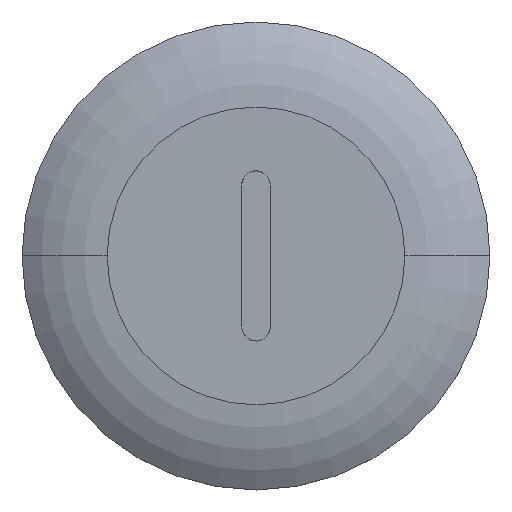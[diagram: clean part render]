
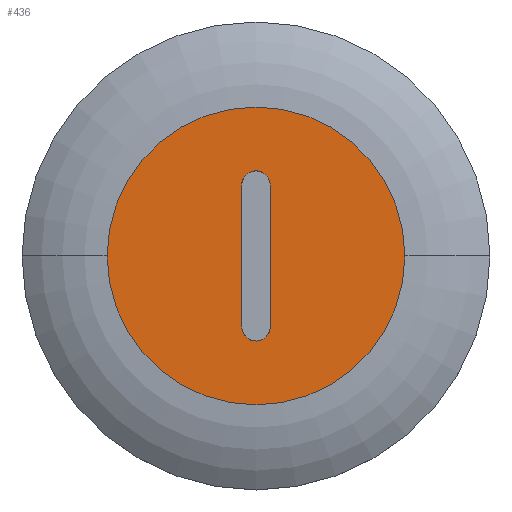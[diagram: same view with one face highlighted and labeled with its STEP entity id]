
A CAD part, top view. The second image highlights one B-rep face of the part: STEP entity #436.
In plain terms, the highlighted planar face has unit normal (0, 0, 1).
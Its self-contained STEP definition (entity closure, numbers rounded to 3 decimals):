
#324=AXIS2_PLACEMENT_3D('Circle Axis2P3D',#322,#323,$) ;
#341=AXIS2_PLACEMENT_3D('Circle Axis2P3D',#339,#340,$) ;
#354=AXIS2_PLACEMENT_3D('Plane Axis2P3D',#351,#352,#353) ;
#312=CARTESIAN_POINT('Vertex',(27.,16.5,12.)) ;
#319=CARTESIAN_POINT('Vertex',(6.,16.5,12.)) ;
#322=CARTESIAN_POINT('Axis2P3D Location',(16.5,16.5,12.)) ;
#339=CARTESIAN_POINT('Axis2P3D Location',(16.5,16.5,12.)) ;
#351=CARTESIAN_POINT('Axis2P3D Location',(16.5,16.5,12.)) ;
#360=CARTESIAN_POINT('Line Origine',(17.5,16.5,12.)) ;
#364=CARTESIAN_POINT('Vertex',(17.5,11.5,12.)) ;
#366=CARTESIAN_POINT('Vertex',(17.5,21.5,12.)) ;
#370=CARTESIAN_POINT('Control Point',(15.5,11.5,12.)) ;
#371=CARTESIAN_POINT('Control Point',(15.5,11.402,12.)) ;
#372=CARTESIAN_POINT('Control Point',(15.512,11.304,12.)) ;
#373=CARTESIAN_POINT('Control Point',(15.536,11.208,12.)) ;
#374=CARTESIAN_POINT('Control Point',(15.607,11.024,12.)) ;
#375=CARTESIAN_POINT('Control Point',(15.72,10.862,12.)) ;
#376=CARTESIAN_POINT('Control Point',(15.787,10.789,12.)) ;
#377=CARTESIAN_POINT('Control Point',(15.936,10.66,12.)) ;
#378=CARTESIAN_POINT('Control Point',(16.112,10.57,12.)) ;
#379=CARTESIAN_POINT('Control Point',(16.205,10.537,12.)) ;
#380=CARTESIAN_POINT('Control Point',(16.398,10.493,12.)) ;
#381=CARTESIAN_POINT('Control Point',(16.595,10.497,12.)) ;
#382=CARTESIAN_POINT('Control Point',(16.693,10.511,12.)) ;
#383=CARTESIAN_POINT('Control Point',(16.884,10.564,12.)) ;
#384=CARTESIAN_POINT('Control Point',(17.056,10.66,12.)) ;
#385=CARTESIAN_POINT('Control Point',(17.136,10.719,12.)) ;
#386=CARTESIAN_POINT('Control Point',(17.279,10.854,12.)) ;
#387=CARTESIAN_POINT('Control Point',(17.386,11.02,12.)) ;
#388=CARTESIAN_POINT('Control Point',(17.429,11.11,12.)) ;
#389=CARTESIAN_POINT('Control Point',(17.473,11.242,12.)) ;
#390=CARTESIAN_POINT('Control Point',(17.494,11.379,12.)) ;
#391=CARTESIAN_POINT('Control Point',(17.498,11.419,12.)) ;
#392=CARTESIAN_POINT('Control Point',(17.5,11.46,12.)) ;
#393=CARTESIAN_POINT('Control Point',(17.5,11.5,12.)) ;
#394=CARTESIAN_POINT('Vertex',(15.5,11.5,12.)) ;
#397=CARTESIAN_POINT('Line Origine',(15.5,16.5,12.)) ;
#401=CARTESIAN_POINT('Vertex',(15.5,21.5,12.)) ;
#405=CARTESIAN_POINT('Control Point',(17.5,21.5,12.)) ;
#406=CARTESIAN_POINT('Control Point',(17.5,21.598,12.)) ;
#407=CARTESIAN_POINT('Control Point',(17.488,21.696,12.)) ;
#408=CARTESIAN_POINT('Control Point',(17.464,21.792,12.)) ;
#409=CARTESIAN_POINT('Control Point',(17.393,21.976,12.)) ;
#410=CARTESIAN_POINT('Control Point',(17.28,22.138,12.)) ;
#411=CARTESIAN_POINT('Control Point',(17.213,22.211,12.)) ;
#412=CARTESIAN_POINT('Control Point',(17.064,22.34,12.)) ;
#413=CARTESIAN_POINT('Control Point',(16.888,22.43,12.)) ;
#414=CARTESIAN_POINT('Control Point',(16.795,22.463,12.)) ;
#415=CARTESIAN_POINT('Control Point',(16.602,22.507,12.)) ;
#416=CARTESIAN_POINT('Control Point',(16.405,22.503,12.)) ;
#417=CARTESIAN_POINT('Control Point',(16.307,22.489,12.)) ;
#418=CARTESIAN_POINT('Control Point',(16.116,22.436,12.)) ;
#419=CARTESIAN_POINT('Control Point',(15.944,22.34,12.)) ;
#420=CARTESIAN_POINT('Control Point',(15.864,22.281,12.)) ;
#421=CARTESIAN_POINT('Control Point',(15.721,22.146,12.)) ;
#422=CARTESIAN_POINT('Control Point',(15.614,21.98,12.)) ;
#423=CARTESIAN_POINT('Control Point',(15.571,21.89,12.)) ;
#424=CARTESIAN_POINT('Control Point',(15.527,21.758,12.)) ;
#425=CARTESIAN_POINT('Control Point',(15.506,21.621,12.)) ;
#426=CARTESIAN_POINT('Control Point',(15.502,21.581,12.)) ;
#427=CARTESIAN_POINT('Control Point',(15.5,21.54,12.)) ;
#428=CARTESIAN_POINT('Control Point',(15.5,21.5,12.)) ;
#323=DIRECTION('Axis2P3D Direction',(0.,0.,1.)) ;
#340=DIRECTION('Axis2P3D Direction',(0.,0.,1.)) ;
#352=DIRECTION('Axis2P3D Direction',(0.,0.,-1.)) ;
#353=DIRECTION('Axis2P3D XDirection',(1.,0.,0.)) ;
#361=DIRECTION('Vector Direction',(0.,1.,0.)) ;
#398=DIRECTION('Vector Direction',(0.,-1.,0.)) ;
#362=VECTOR('Line Direction',#361,1.) ;
#399=VECTOR('Line Direction',#398,1.) ;
#357=ORIENTED_EDGE('',*,*,#343,.T.) ;
#358=ORIENTED_EDGE('',*,*,#326,.T.) ;
#431=ORIENTED_EDGE('',*,*,#368,.F.) ;
#432=ORIENTED_EDGE('',*,*,#396,.F.) ;
#433=ORIENTED_EDGE('',*,*,#403,.F.) ;
#434=ORIENTED_EDGE('',*,*,#429,.F.) ;
#435=FACE_BOUND('',#430,.T.) ;
#436=ADVANCED_FACE('Fase1',(#359,#435),#355,.F.) ;
#369=B_SPLINE_CURVE_WITH_KNOTS('',5,(#370,#371,#372,#373,#374,#375,#376,#377,#378,#379,#380,#381,#382,#383,#384,#385,#386,#387,#388,#389,#390,#391,#392,#393),.UNSPECIFIED.,.F.,.U.,(6,3,3,3,3,3,3,6),(0.,0.694,1.389,2.083,2.778,3.472,4.167,4.453),.UNSPECIFIED.) ;
#404=B_SPLINE_CURVE_WITH_KNOTS('',5,(#405,#406,#407,#408,#409,#410,#411,#412,#413,#414,#415,#416,#417,#418,#419,#420,#421,#422,#423,#424,#425,#426,#427,#428),.UNSPECIFIED.,.F.,.U.,(6,3,3,3,3,3,3,6),(0.,0.694,1.389,2.083,2.778,3.472,4.167,4.453),.UNSPECIFIED.) ;
#325=CIRCLE('generated circle',#324,10.5) ;
#342=CIRCLE('generated circle',#341,10.5) ;
#326=EDGE_CURVE('',#313,#320,#325,.T.) ;
#343=EDGE_CURVE('',#320,#313,#342,.T.) ;
#368=EDGE_CURVE('',#365,#367,#363,.T.) ;
#396=EDGE_CURVE('',#395,#365,#369,.T.) ;
#403=EDGE_CURVE('',#402,#395,#400,.T.) ;
#429=EDGE_CURVE('',#367,#402,#404,.T.) ;
#356=EDGE_LOOP('',(#357,#358)) ;
#430=EDGE_LOOP('',(#431,#432,#433,#434)) ;
#359=FACE_OUTER_BOUND('',#356,.T.) ;
#363=LINE('Line',#360,#362) ;
#400=LINE('Line',#397,#399) ;
#355=PLANE('',#354) ;
#313=VERTEX_POINT('',#312) ;
#320=VERTEX_POINT('',#319) ;
#365=VERTEX_POINT('',#364) ;
#367=VERTEX_POINT('',#366) ;
#395=VERTEX_POINT('',#394) ;
#402=VERTEX_POINT('',#401) ;
